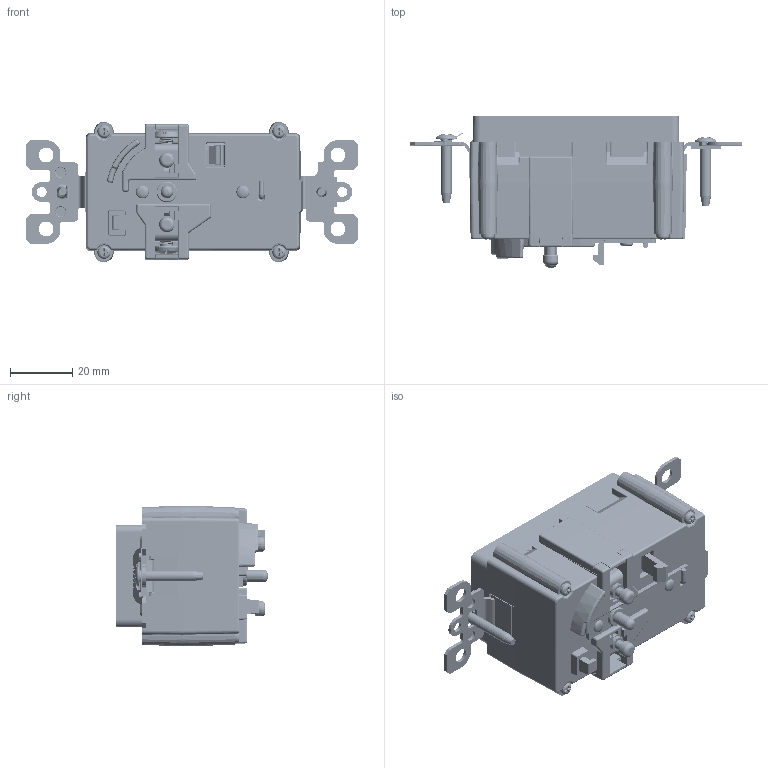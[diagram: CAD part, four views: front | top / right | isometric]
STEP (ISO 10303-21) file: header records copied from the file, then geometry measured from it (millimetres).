
FILE_DESCRIPTION (( 'STEP AP214' ), '1' );
FILE_NAME ('ORC4972-M01.STEP', '2024-06-24T15:12:48', ( '' ), ( '' ), 'SwSTEP 2.0', 'SolidWorks 2020', '' );
FILE_SCHEMA (( 'AUTOMOTIVE_DESIGN' ));
Length unit declared in the file: inch
Products named in the file (1): ORC4972-M01
Bounding box: 106.93 x 48.89 x 45.2 mm (x, y, z)
Surface area: 71927.1 mm2 (no closed solid volume)
Topology: 0 solids, 85 shells, 7315 faces, 19883 edges, 12931 vertices
Faces by surface type: plane 5513, cylinder 1085, bspline 465, cone 144, torus 93, sphere 15
Full cylindrical faces by diameter (mm): 0.508 x5, 0.559 x4, 0.635 x12, 0.762 x41, 0.787 x2, 0.889 x14, 1.016 x8, 1.092 x14, 1.143 x1, 1.27 x4, 1.291 x1, 1.321 x4, 1.483 x1, 1.511 x1, 1.575 x8, 1.587 x3, 1.588 x1, 1.6 x1, 1.651 x8, 1.778 x1, 1.829 x1, 1.93 x2, 2.032 x2, 2.057 x2, 2.096 x1, 2.134 x2, 2.184 x2, 2.362 x2, 2.381 x1, 2.464 x4
Entity records: 370836 total; most frequent: CARTESIAN_POINT 97519, ORIENTED_EDGE 38884, DIRECTION 32524, EDGE_CURVE 19443, LINE 15150, VECTOR 15150, VERTEX_POINT 12864, AXIS2_PLACEMENT_3D 8687
